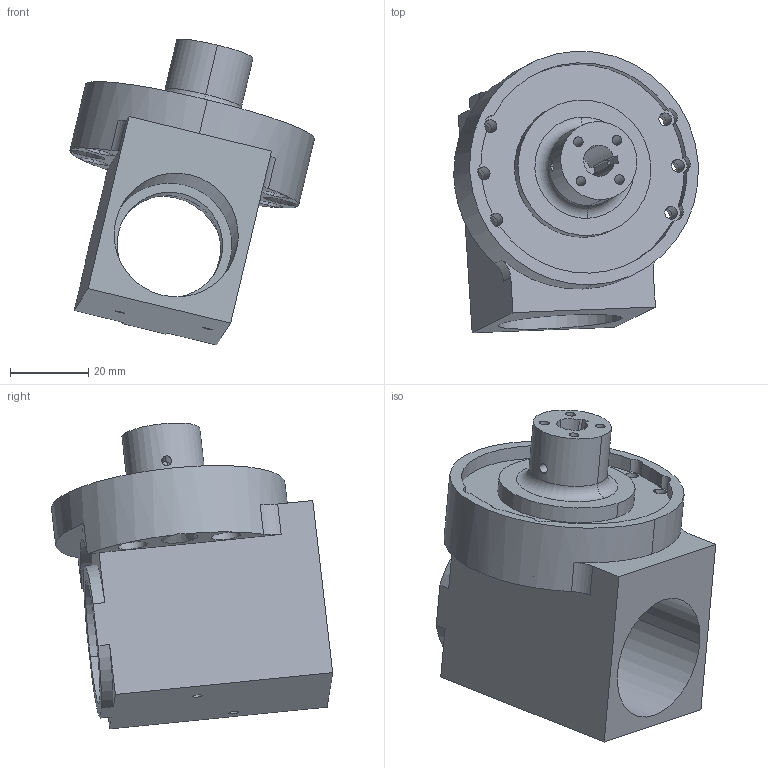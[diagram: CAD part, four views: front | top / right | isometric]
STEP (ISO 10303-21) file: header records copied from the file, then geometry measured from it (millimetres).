
FILE_DESCRIPTION (( 'STEP AP203' ), '1' );
FILE_NAME ('link4_right2.STEP', '2021-02-19T07:08:27', ( '' ), ( '' ), 'SwSTEP 2.0', 'SolidWorks 2020', '' );
FILE_SCHEMA (( 'CONFIG_CONTROL_DESIGN' ));
Length unit declared in the file: millimetre
Products named in the file (1): link4_right2
Bounding box: 62.35 x 71.74 x 78.02 mm (x, y, z)
Volume: 84093.9 mm3; surface area: 26019.5 mm2
Topology: 1 solids, 1 shells, 145 faces, 355 edges, 230 vertices
Faces by surface type: cylinder 92, plane 43, cone 8, torus 2
Entity records: 4562 total; most frequent: CARTESIAN_POINT 871, DIRECTION 829, ORIENTED_EDGE 702, EDGE_CURVE 351, AXIS2_PLACEMENT_3D 342, VERTEX_POINT 230, CIRCLE 196, EDGE_LOOP 185
